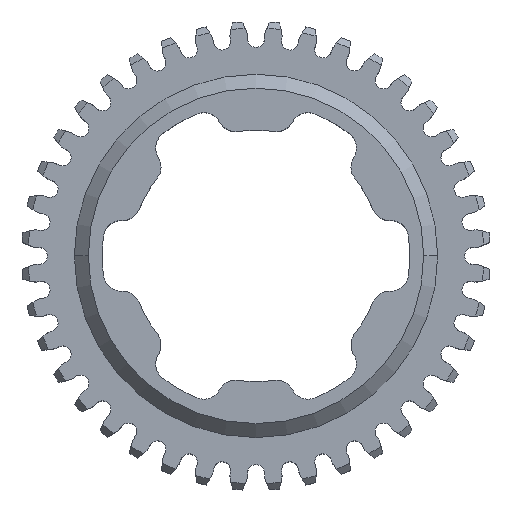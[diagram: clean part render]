
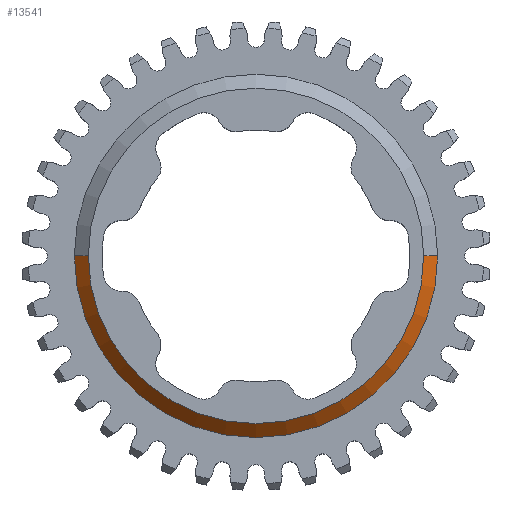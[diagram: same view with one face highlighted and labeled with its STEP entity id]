
A CAD part, top view. The second image highlights one B-rep face of the part: STEP entity #13541.
In plain terms, the highlighted conical face has half-angle 45 degrees and reference radius 20.637 mm.
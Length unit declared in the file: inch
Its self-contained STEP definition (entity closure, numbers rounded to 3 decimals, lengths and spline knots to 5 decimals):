
#393 = CARTESIAN_POINT ( 'NONE',  ( -0.8125, 0., 0.1875 ) ) ;
#784 = FACE_OUTER_BOUND ( 'NONE', #6717, .T. ) ;
#1036 = VECTOR ( 'NONE', #19674, 39.37008 ) ;
#1551 = EDGE_CURVE ( 'NONE', #17649, #15388, #6188, .T. ) ;
#1849 = CONICAL_SURFACE ( 'NONE', #4458, 0.8125, 0.785 ) ;
#2213 = DIRECTION ( 'NONE',  ( 0., 0., -1. ) ) ;
#2745 = DIRECTION ( 'NONE',  ( -1., 0., 0. ) ) ;
#3665 = VECTOR ( 'NONE', #10585, 39.37008 ) ;
#3932 = EDGE_CURVE ( 'NONE', #12134, #8499, #19285, .T. ) ;
#3949 = DIRECTION ( 'NONE',  ( 1., 0., 0. ) ) ;
#4145 = CARTESIAN_POINT ( 'NONE',  ( 0., 0., 0.1875 ) ) ;
#4458 = AXIS2_PLACEMENT_3D ( 'NONE', #4145, #2213, #10376 ) ;
#4563 = LINE ( 'NONE', #12205, #3665 ) ;
#5135 = ORIENTED_EDGE ( 'NONE', *, *, #3932, .F. ) ;
#5830 = CARTESIAN_POINT ( 'NONE',  ( -0.8125, 0., 0.1875 ) ) ;
#6188 = CIRCLE ( 'NONE', #19183, 0.75 ) ;
#6442 = EDGE_CURVE ( 'NONE', #15388, #8499, #16718, .T. ) ;
#6717 = EDGE_LOOP ( 'NONE', ( #15953, #14688, #12561, #5135 ) ) ;
#6869 = EDGE_CURVE ( 'NONE', #17649, #12134, #4563, .T. ) ;
#8499 = VERTEX_POINT ( 'NONE', #393 ) ;
#8923 = CARTESIAN_POINT ( 'NONE',  ( 0.8125, 0., 0.1875 ) ) ;
#10376 = DIRECTION ( 'NONE',  ( -1., 0., 0. ) ) ;
#10585 = DIRECTION ( 'NONE',  ( 0.707, 0., -0.707 ) ) ;
#10937 = CARTESIAN_POINT ( 'NONE',  ( -0.75, 0., 0.25 ) ) ;
#11595 = CARTESIAN_POINT ( 'NONE',  ( 0., 0., 0.1875 ) ) ;
#12103 = CARTESIAN_POINT ( 'NONE',  ( 0.75, 0., 0.25 ) ) ;
#12134 = VERTEX_POINT ( 'NONE', #8923 ) ;
#12205 = CARTESIAN_POINT ( 'NONE',  ( 0.8125, 0., 0.1875 ) ) ;
#12561 = ORIENTED_EDGE ( 'NONE', *, *, #6442, .T. ) ;
#13541 = ADVANCED_FACE ( 'NONE', ( #784 ), #1849, .T. ) ;
#13664 = DIRECTION ( 'NONE',  ( 0., 0., -1. ) ) ;
#14449 = DIRECTION ( 'NONE',  ( 0., 0., -1. ) ) ;
#14688 = ORIENTED_EDGE ( 'NONE', *, *, #1551, .T. ) ;
#14896 = CARTESIAN_POINT ( 'NONE',  ( 0., 0., 0.25 ) ) ;
#15388 = VERTEX_POINT ( 'NONE', #10937 ) ;
#15953 = ORIENTED_EDGE ( 'NONE', *, *, #6869, .F. ) ;
#16718 = LINE ( 'NONE', #5830, #1036 ) ;
#17649 = VERTEX_POINT ( 'NONE', #12103 ) ;
#18290 = AXIS2_PLACEMENT_3D ( 'NONE', #11595, #14449, #3949 ) ;
#19183 = AXIS2_PLACEMENT_3D ( 'NONE', #14896, #13664, #2745 ) ;
#19285 = CIRCLE ( 'NONE', #18290, 0.8125 ) ;
#19674 = DIRECTION ( 'NONE',  ( -0.707, 0., -0.707 ) ) ;
